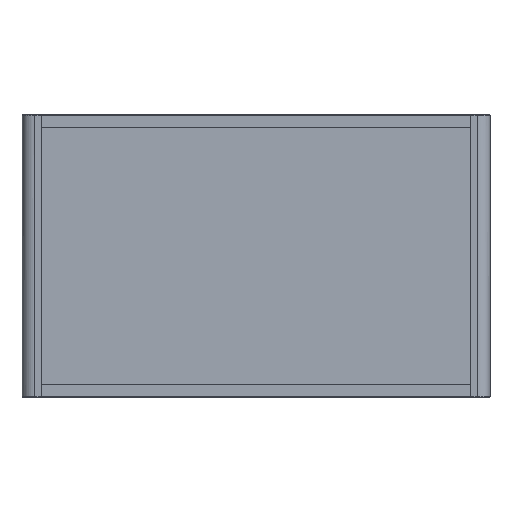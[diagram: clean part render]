
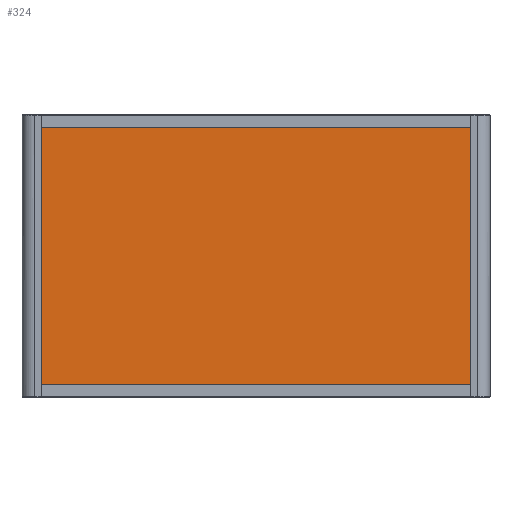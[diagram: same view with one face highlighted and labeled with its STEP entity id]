
A CAD part, top view. The second image highlights one B-rep face of the part: STEP entity #324.
In plain terms, the highlighted planar face has unit normal (0, 0, 1).
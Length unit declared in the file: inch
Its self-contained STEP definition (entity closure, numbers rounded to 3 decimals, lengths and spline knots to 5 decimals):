
#73=B_SPLINE_CURVE_WITH_KNOTS('',1,(#3624,#3625),.UNSPECIFIED.,.F.,.F.,
(2,2),(-35.75,-2.25),.UNSPECIFIED.);
#74=B_SPLINE_CURVE_WITH_KNOTS('',1,(#3626,#3627),.UNSPECIFIED.,.F.,.F.,
(2,2),(-35.,-1.5),.UNSPECIFIED.);
#83=B_SPLINE_CURVE_WITH_KNOTS('',1,(#3644,#3645),.UNSPECIFIED.,.F.,.F.,
(2,2),(-21.,-1.),.UNSPECIFIED.);
#84=B_SPLINE_CURVE_WITH_KNOTS('',1,(#3646,#3647),.UNSPECIFIED.,.F.,.F.,
(2,2),(1.75,21.75),.UNSPECIFIED.);
#324=ADVANCED_FACE('',(#500),#2670,.T.);
#500=FACE_OUTER_BOUND('',#676,.T.);
#676=EDGE_LOOP('',(#990,#991,#992,#993));
#990=ORIENTED_EDGE('',*,*,#1749,.T.);
#991=ORIENTED_EDGE('',*,*,#1738,.T.);
#992=ORIENTED_EDGE('',*,*,#1748,.T.);
#993=ORIENTED_EDGE('',*,*,#1739,.F.);
#1738=EDGE_CURVE('',#2334,#2335,#73,.T.);
#1739=EDGE_CURVE('',#2336,#2337,#74,.T.);
#1748=EDGE_CURVE('',#2335,#2337,#83,.T.);
#1749=EDGE_CURVE('',#2336,#2334,#84,.T.);
#2334=VERTEX_POINT('',#3616);
#2335=VERTEX_POINT('',#3617);
#2336=VERTEX_POINT('',#3618);
#2337=VERTEX_POINT('',#3619);
#2670=PLANE('',#2855);
#2855=AXIS2_PLACEMENT_3D('',#3612,#2995,$);
#2995=DIRECTION('',(0.,0.,1.));
#3612=CARTESIAN_POINT('',(0.,0.,12.));
#3616=CARTESIAN_POINT('',(35.,21.,12.));
#3617=CARTESIAN_POINT('',(1.5,21.,12.));
#3618=CARTESIAN_POINT('',(35.,1.,12.));
#3619=CARTESIAN_POINT('',(1.5,1.,12.));
#3624=CARTESIAN_POINT('',(35.,21.,12.));
#3625=CARTESIAN_POINT('',(1.5,21.,12.));
#3626=CARTESIAN_POINT('',(35.,1.,12.));
#3627=CARTESIAN_POINT('',(1.5,1.,12.));
#3644=CARTESIAN_POINT('',(1.5,21.,12.));
#3645=CARTESIAN_POINT('',(1.5,1.,12.));
#3646=CARTESIAN_POINT('',(35.,1.,12.));
#3647=CARTESIAN_POINT('',(35.,21.,12.));
